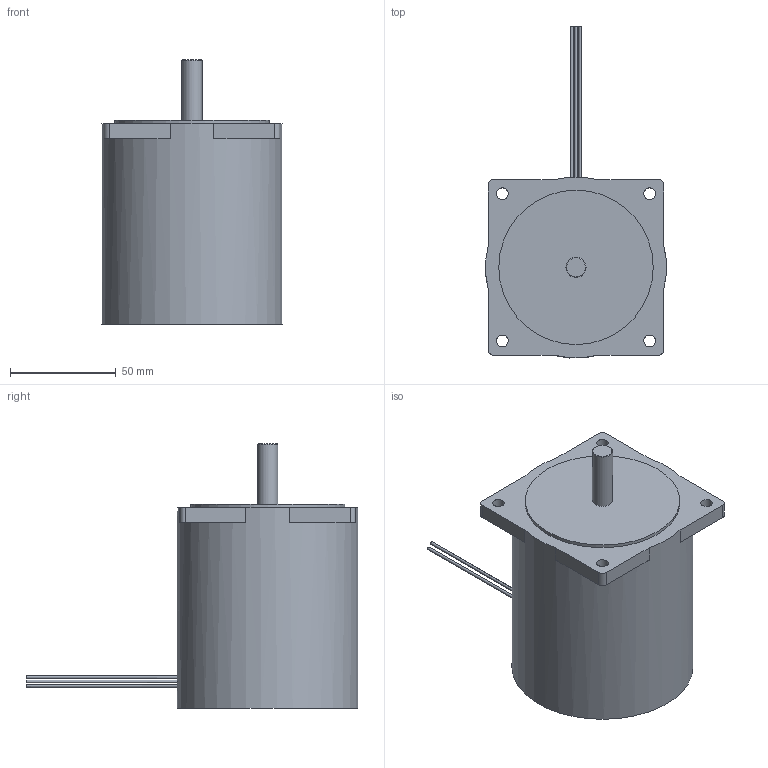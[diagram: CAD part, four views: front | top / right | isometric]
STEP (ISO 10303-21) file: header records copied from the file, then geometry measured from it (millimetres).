
FILE_DESCRIPTION((''),'2;1');
FILE_NAME('rich''8618m sngl.stp','2009-05-26T20:43:42',('rbadgerow'),(''),'Autodesk Inventor 2009','Autodesk Inventor 2009','');
FILE_SCHEMA(('AUTOMOTIVE_DESIGN { 1 0 10303 214 1 1 1 1 }'));
Length unit declared in the file: inch
Products named in the file (1): 8618m sngl
Bounding box: 85.39 x 157 x 125.22 mm (x, y, z)
Volume: 563355.3 mm3; surface area: 42546.5 mm2
Topology: 1 solids, 1 shells, 36 faces, 82 edges, 54 vertices
Faces by surface type: plane 20, cylinder 15, cone 1
Full cylindrical faces by diameter (mm): 1.27 x4, 5.588 x4, 9.525 x1, 73.025 x1, 85.598 x1
Entity records: 1171 total; most frequent: CARTESIAN_POINT 293, DIRECTION 174, ORIENTED_EDGE 140, AXIS2_PLACEMENT_3D 71, EDGE_CURVE 70, EDGE_LOOP 62, VERTEX_POINT 54, FACE_OUTER_BOUND 36
